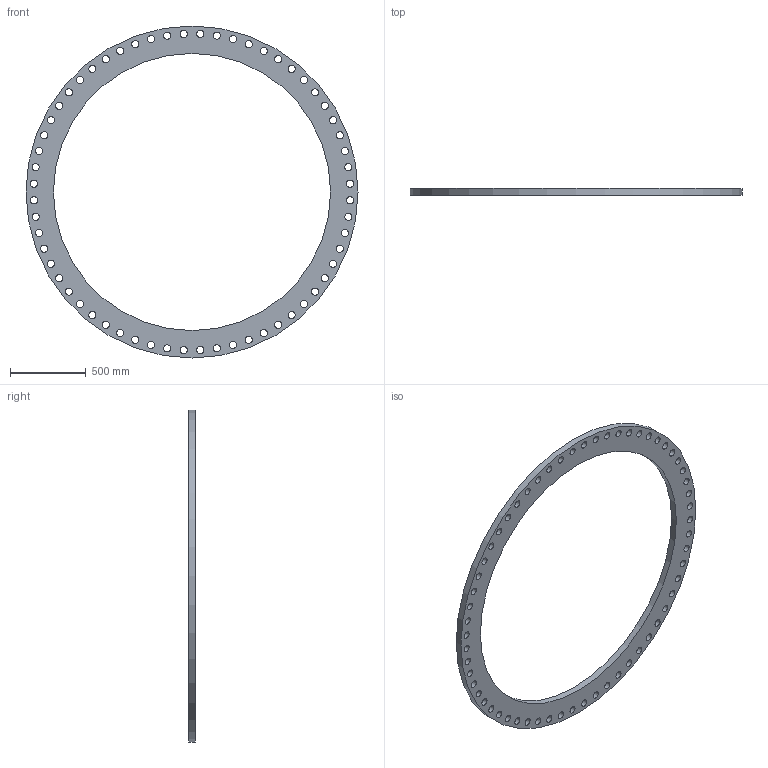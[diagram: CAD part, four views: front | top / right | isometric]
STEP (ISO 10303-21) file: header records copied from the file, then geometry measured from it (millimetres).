
FILE_DESCRIPTION(/* description */ (''),/* implementation_level */ '2;1');
FILE_NAME(/* name */ 'AWWA-C207-B72-S.stp',/* time_stamp */ '2023-11-03T14:18:03-04:00',/* author */ ('Admin'),/* organization */ (''),/* preprocessor_version */ 'ST-DEVELOPER v19',/* originating_system */ 'Autodesk Inventor 2023',/* authorisation */ '');
FILE_SCHEMA (('AUTOMOTIVE_DESIGN { 1 0 10303 214 3 1 1 }'));
Length unit declared in the file: inch
Products named in the file (1): AWWA-C207-B72-S
Bounding box: 2197.1 x 44.45 x 2197.1 mm (x, y, z)
Volume: 46395800.8 mm3; surface area: 3049448.1 mm2
Topology: 1 solids, 1 shells, 64 faces, 186 edges, 124 vertices
Faces by surface type: cylinder 62, plane 2
Full cylindrical faces by diameter (mm): 47.625 x60, 1833.626 x1, 2197.1 x1
Entity records: 2483 total; most frequent: DIRECTION 440, CARTESIAN_POINT 375, ORIENTED_EDGE 372, AXIS2_PLACEMENT_3D 189, EDGE_LOOP 186, EDGE_CURVE 186, CIRCLE 124, VERTEX_POINT 124
